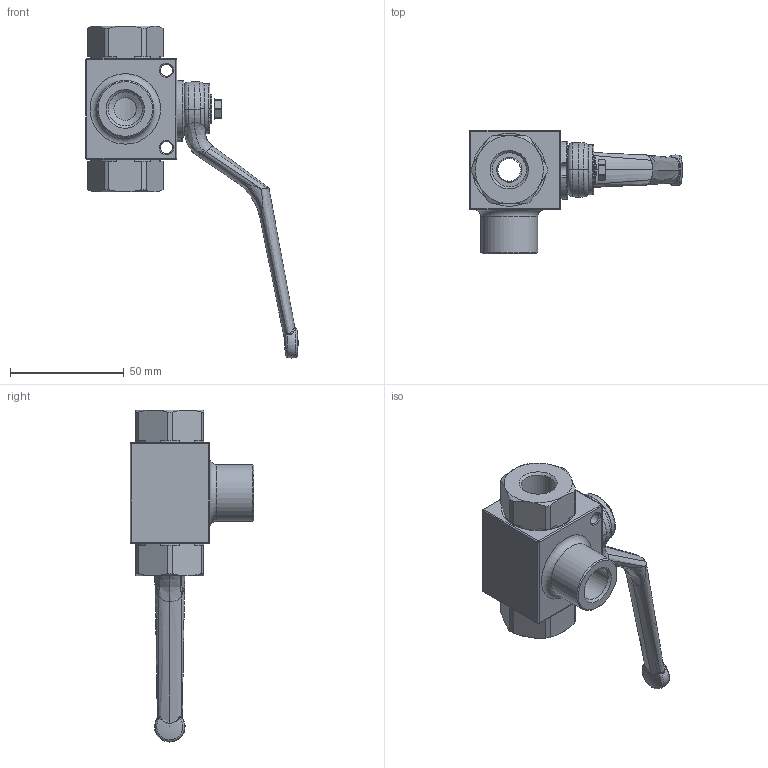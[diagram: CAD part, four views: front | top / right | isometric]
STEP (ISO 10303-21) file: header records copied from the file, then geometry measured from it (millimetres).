
FILE_DESCRIPTION(/* description */ ('Unknown','CAx-IF Rec.Pracs.---Representation and Presentation of Product Manufacturing Information (PMI)---4.0---2014-10-13','CAx-IF Rec.Pracs.---3D Tessellated Geometry---0.4---2014-09-14','2;1'),/* implementation_level */ '2;1');
FILE_NAME(/* name */ '4530_9630-03',/* time_stamp */ '2024-02-21T09:27:16+01:00',/* author */ ('Unknown'),/* organization */ ('Unknown'),/* preprocessor_version */ 'ST-DEVELOPER v18.102',/* originating_system */ 'Solid Edge',/* authorisation */ 'Unknown');
FILE_SCHEMA (('AP242_MANAGED_MODEL_BASED_3D_ENGINEERING_MIM_LF { 1 0 10303 442 1 1 4 }'));
Length unit declared in the file: millimetre
Products named in the file (2): 4530_9630-03; Parte2
Assembly tree (1 placements, depth 2):
  4530_9630-03
    Parte2
Bounding box: 93.51 x 54.5 x 146.09 mm (x, y, z)
Volume: 79918.2 mm3; surface area: 29604.7 mm2
Topology: 3 solids, 6 shells, 387 faces, 1015 edges, 637 vertices
Faces by surface type: cylinder 106, plane 103, cone 74, bspline 46, torus 44, sphere 14
Full cylindrical faces by diameter (mm): 2.004 x1, 5 x3, 5.25 x2, 10 x3, 13 x1, 14 x1, 14.95 x3, 17 x1, 22 x1, 22.7 x2, 24.376 x1, 25 x1, 26.7 x2, 32.2 x2
Entity records: 26951 total; most frequent: CARTESIAN_POINT 15438, ORIENTED_EDGE 2016, DIRECTION 1838, EDGE_CURVE 1008, AXIS2_PLACEMENT_3D 757, VERTEX_POINT 637, EDGE_LOOP 415, FACE_BOUND 415
